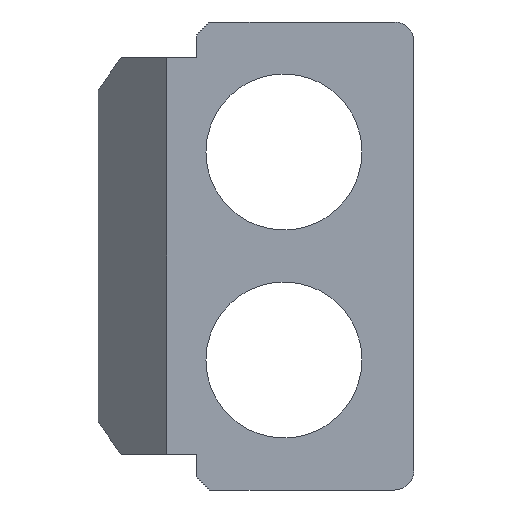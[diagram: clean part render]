
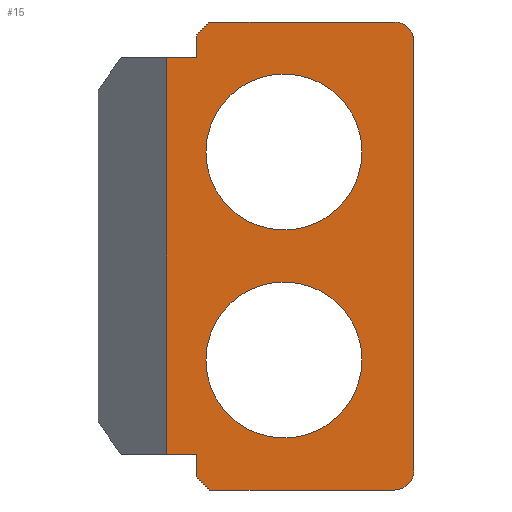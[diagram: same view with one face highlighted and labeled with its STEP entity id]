
A CAD part, left-side view. The second image highlights one B-rep face of the part: STEP entity #15.
In plain terms, the highlighted planar face has unit normal (-1, 0, 0).
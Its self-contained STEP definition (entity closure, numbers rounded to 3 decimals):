
#15=ADVANCED_FACE('',(#41,#38,#39),#375,.T.);
#38=FACE_BOUND('',#66,.T.);
#39=FACE_BOUND('',#67,.T.);
#41=FACE_OUTER_BOUND('',#65,.T.);
#65=EDGE_LOOP('',(#104,#105,#106,#107,#108,#109,#110,#111,#112,#113,#114,
#115));
#66=EDGE_LOOP('',(#116,#117));
#67=EDGE_LOOP('',(#118,#119));
#104=ORIENTED_EDGE('',*,*,#216,.T.);
#105=ORIENTED_EDGE('',*,*,#239,.T.);
#106=ORIENTED_EDGE('',*,*,#217,.T.);
#107=ORIENTED_EDGE('',*,*,#245,.T.);
#108=ORIENTED_EDGE('',*,*,#218,.T.);
#109=ORIENTED_EDGE('',*,*,#219,.T.);
#110=ORIENTED_EDGE('',*,*,#220,.T.);
#111=ORIENTED_EDGE('',*,*,#221,.T.);
#112=ORIENTED_EDGE('',*,*,#222,.T.);
#113=ORIENTED_EDGE('',*,*,#243,.T.);
#114=ORIENTED_EDGE('',*,*,#223,.T.);
#115=ORIENTED_EDGE('',*,*,#237,.T.);
#116=ORIENTED_EDGE('',*,*,#267,.T.);
#117=ORIENTED_EDGE('',*,*,#249,.T.);
#118=ORIENTED_EDGE('',*,*,#265,.T.);
#119=ORIENTED_EDGE('',*,*,#253,.T.);
#216=EDGE_CURVE('',#344,#345,#288,.T.);
#217=EDGE_CURVE('',#346,#347,#289,.T.);
#218=EDGE_CURVE('',#348,#349,#290,.T.);
#219=EDGE_CURVE('',#349,#350,#291,.T.);
#220=EDGE_CURVE('',#350,#351,#292,.T.);
#221=EDGE_CURVE('',#351,#352,#293,.T.);
#222=EDGE_CURVE('',#352,#353,#294,.T.);
#223=EDGE_CURVE('',#354,#355,#295,.T.);
#237=EDGE_CURVE('',#355,#344,#269,.T.);
#239=EDGE_CURVE('',#345,#346,#271,.T.);
#243=EDGE_CURVE('',#353,#354,#311,.T.);
#245=EDGE_CURVE('',#347,#348,#313,.T.);
#249=EDGE_CURVE('',#356,#357,#273,.T.);
#253=EDGE_CURVE('',#358,#359,#275,.T.);
#265=EDGE_CURVE('',#359,#358,#277,.T.);
#267=EDGE_CURVE('',#357,#356,#279,.T.);
#269=(
BOUNDED_CURVE()
B_SPLINE_CURVE(2,(#739,#740,#741),.UNSPECIFIED.,.F.,.F.)
B_SPLINE_CURVE_WITH_KNOTS((3,3),(0.,4.712),.UNSPECIFIED.)
CURVE()
GEOMETRIC_REPRESENTATION_ITEM()
RATIONAL_B_SPLINE_CURVE((1.,0.707,1.))
REPRESENTATION_ITEM('')
);
#271=(
BOUNDED_CURVE()
B_SPLINE_CURVE(2,(#745,#746,#747),.UNSPECIFIED.,.F.,.F.)
B_SPLINE_CURVE_WITH_KNOTS((3,3),(0.,4.712),.UNSPECIFIED.)
CURVE()
GEOMETRIC_REPRESENTATION_ITEM()
RATIONAL_B_SPLINE_CURVE((1.,0.707,1.))
REPRESENTATION_ITEM('')
);
#273=(
BOUNDED_CURVE()
B_SPLINE_CURVE(2,(#769,#770,#771,#772,#773),.UNSPECIFIED.,.F.,.F.)
B_SPLINE_CURVE_WITH_KNOTS((3,2,3),(-37.699,-18.85,
0.),.UNSPECIFIED.)
CURVE()
GEOMETRIC_REPRESENTATION_ITEM()
RATIONAL_B_SPLINE_CURVE((1.,0.707,1.,0.707,1.))
REPRESENTATION_ITEM('')
);
#275=(
BOUNDED_CURVE()
B_SPLINE_CURVE(2,(#783,#784,#785,#786,#787),.UNSPECIFIED.,.F.,.F.)
B_SPLINE_CURVE_WITH_KNOTS((3,2,3),(-37.699,-18.85,
0.),.UNSPECIFIED.)
CURVE()
GEOMETRIC_REPRESENTATION_ITEM()
RATIONAL_B_SPLINE_CURVE((1.,0.707,1.,0.707,1.))
REPRESENTATION_ITEM('')
);
#277=(
BOUNDED_CURVE()
B_SPLINE_CURVE(2,(#813,#814,#815,#816,#817),.UNSPECIFIED.,.F.,.F.)
B_SPLINE_CURVE_WITH_KNOTS((3,2,3),(-37.699,-18.85,
0.),.UNSPECIFIED.)
CURVE()
GEOMETRIC_REPRESENTATION_ITEM()
RATIONAL_B_SPLINE_CURVE((1.,0.707,1.,0.707,1.))
REPRESENTATION_ITEM('')
);
#279=(
BOUNDED_CURVE()
B_SPLINE_CURVE(2,(#823,#824,#825,#826,#827),.UNSPECIFIED.,.F.,.F.)
B_SPLINE_CURVE_WITH_KNOTS((3,2,3),(-37.699,-18.85,
0.),.UNSPECIFIED.)
CURVE()
GEOMETRIC_REPRESENTATION_ITEM()
RATIONAL_B_SPLINE_CURVE((1.,0.707,1.,0.707,1.))
REPRESENTATION_ITEM('')
);
#288=B_SPLINE_CURVE_WITH_KNOTS('',1,(#696,#697),.UNSPECIFIED.,.F.,.F.,(2,
2),(-66.,0.),.UNSPECIFIED.);
#289=B_SPLINE_CURVE_WITH_KNOTS('',1,(#698,#699),.UNSPECIFIED.,.F.,.F.,(2,
2),(0.,28.4),.UNSPECIFIED.);
#290=B_SPLINE_CURVE_WITH_KNOTS('',1,(#700,#701),.UNSPECIFIED.,.F.,.F.,(2,
2),(-3.5,0.),.UNSPECIFIED.);
#291=B_SPLINE_CURVE_WITH_KNOTS('',1,(#702,#703),.UNSPECIFIED.,.F.,.F.,(2,
2),(-3.73,0.),.UNSPECIFIED.);
#292=B_SPLINE_CURVE_WITH_KNOTS('',1,(#704,#705),.UNSPECIFIED.,.F.,.F.,(2,
2),(0.,61.),.UNSPECIFIED.);
#293=B_SPLINE_CURVE_WITH_KNOTS('',1,(#706,#707),.UNSPECIFIED.,.F.,.F.,(2,
2),(-3.73,0.),.UNSPECIFIED.);
#294=B_SPLINE_CURVE_WITH_KNOTS('',1,(#708,#709),.UNSPECIFIED.,.F.,.F.,(2,
2),(-3.5,0.),.UNSPECIFIED.);
#295=B_SPLINE_CURVE_WITH_KNOTS('',1,(#710,#711),.UNSPECIFIED.,.F.,.F.,(2,
2),(-28.4,0.),.UNSPECIFIED.);
#311=B_SPLINE_CURVE_WITH_KNOTS('',1,(#754,#755),.UNSPECIFIED.,.F.,.F.,(2,
2),(0.,2.828),.UNSPECIFIED.);
#313=B_SPLINE_CURVE_WITH_KNOTS('',1,(#758,#759),.UNSPECIFIED.,.F.,.F.,(2,
2),(0.,2.828),.UNSPECIFIED.);
#344=VERTEX_POINT('',#656);
#345=VERTEX_POINT('',#657);
#346=VERTEX_POINT('',#658);
#347=VERTEX_POINT('',#659);
#348=VERTEX_POINT('',#660);
#349=VERTEX_POINT('',#661);
#350=VERTEX_POINT('',#662);
#351=VERTEX_POINT('',#663);
#352=VERTEX_POINT('',#664);
#353=VERTEX_POINT('',#665);
#354=VERTEX_POINT('',#666);
#355=VERTEX_POINT('',#667);
#356=VERTEX_POINT('',#668);
#357=VERTEX_POINT('',#669);
#358=VERTEX_POINT('',#670);
#359=VERTEX_POINT('',#671);
#375=PLANE('',#479);
#479=AXIS2_PLACEMENT_3D('',#517,#498,$);
#498=DIRECTION('',(-1.,0.,0.));
#517=CARTESIAN_POINT('',(0.,4.148,-44.505));
#656=CARTESIAN_POINT('',(0.,-38.,-33.));
#657=CARTESIAN_POINT('',(0.,-38.,33.));
#658=CARTESIAN_POINT('',(0.,-35.,36.));
#659=CARTESIAN_POINT('',(0.,-6.6,36.));
#660=CARTESIAN_POINT('',(0.,-4.6,34.));
#661=CARTESIAN_POINT('',(0.,-4.6,30.5));
#662=CARTESIAN_POINT('',(0.,0.,30.5));
#663=CARTESIAN_POINT('',(0.,0.,-30.5));
#664=CARTESIAN_POINT('',(0.,-4.6,-30.5));
#665=CARTESIAN_POINT('',(0.,-4.6,-34.));
#666=CARTESIAN_POINT('',(0.,-6.6,-36.));
#667=CARTESIAN_POINT('',(0.,-35.,-36.));
#668=CARTESIAN_POINT('',(0.,-6.,-16.));
#669=CARTESIAN_POINT('',(0.,-30.,-16.));
#670=CARTESIAN_POINT('',(0.,-6.,16.));
#671=CARTESIAN_POINT('',(0.,-30.,16.));
#696=CARTESIAN_POINT('',(0.,-38.,-33.));
#697=CARTESIAN_POINT('',(0.,-38.,33.));
#698=CARTESIAN_POINT('',(0.,-35.,36.));
#699=CARTESIAN_POINT('',(0.,-6.6,36.));
#700=CARTESIAN_POINT('',(0.,-4.6,34.));
#701=CARTESIAN_POINT('',(0.,-4.6,30.5));
#702=CARTESIAN_POINT('',(0.,-4.6,30.5));
#703=CARTESIAN_POINT('',(0.,0.,30.5));
#704=CARTESIAN_POINT('',(0.,0.,30.5));
#705=CARTESIAN_POINT('',(0.,0.,-30.5));
#706=CARTESIAN_POINT('',(0.,0.,-30.5));
#707=CARTESIAN_POINT('',(0.,-4.6,-30.5));
#708=CARTESIAN_POINT('',(0.,-4.6,-30.5));
#709=CARTESIAN_POINT('',(0.,-4.6,-34.));
#710=CARTESIAN_POINT('',(0.,-6.6,-36.));
#711=CARTESIAN_POINT('',(0.,-35.,-36.));
#739=CARTESIAN_POINT('',(0.,-35.,-36.));
#740=CARTESIAN_POINT('',(0.,-38.,-36.));
#741=CARTESIAN_POINT('',(0.,-38.,-33.));
#745=CARTESIAN_POINT('',(0.,-38.,33.));
#746=CARTESIAN_POINT('',(0.,-38.,36.));
#747=CARTESIAN_POINT('',(0.,-35.,36.));
#754=CARTESIAN_POINT('',(0.,-4.6,-34.));
#755=CARTESIAN_POINT('',(0.,-6.6,-36.));
#758=CARTESIAN_POINT('',(0.,-6.6,36.));
#759=CARTESIAN_POINT('',(0.,-4.6,34.));
#769=CARTESIAN_POINT('',(0.,-6.,-16.));
#770=CARTESIAN_POINT('',(0.,-6.,-4.));
#771=CARTESIAN_POINT('',(0.,-18.,-4.));
#772=CARTESIAN_POINT('',(0.,-30.,-4.));
#773=CARTESIAN_POINT('',(0.,-30.,-16.));
#783=CARTESIAN_POINT('',(0.,-6.,16.));
#784=CARTESIAN_POINT('',(0.,-6.,28.));
#785=CARTESIAN_POINT('',(0.,-18.,28.));
#786=CARTESIAN_POINT('',(0.,-30.,28.));
#787=CARTESIAN_POINT('',(0.,-30.,16.));
#813=CARTESIAN_POINT('',(0.,-30.,16.));
#814=CARTESIAN_POINT('',(0.,-30.,4.));
#815=CARTESIAN_POINT('',(0.,-18.,4.));
#816=CARTESIAN_POINT('',(0.,-6.,4.));
#817=CARTESIAN_POINT('',(0.,-6.,16.));
#823=CARTESIAN_POINT('',(0.,-30.,-16.));
#824=CARTESIAN_POINT('',(0.,-30.,-28.));
#825=CARTESIAN_POINT('',(0.,-18.,-28.));
#826=CARTESIAN_POINT('',(0.,-6.,-28.));
#827=CARTESIAN_POINT('',(0.,-6.,-16.));
